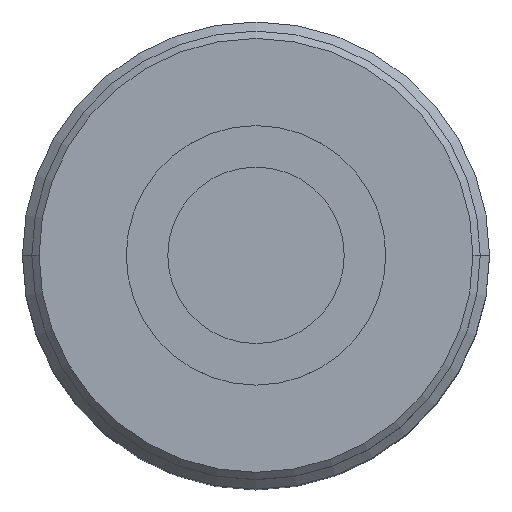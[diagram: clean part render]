
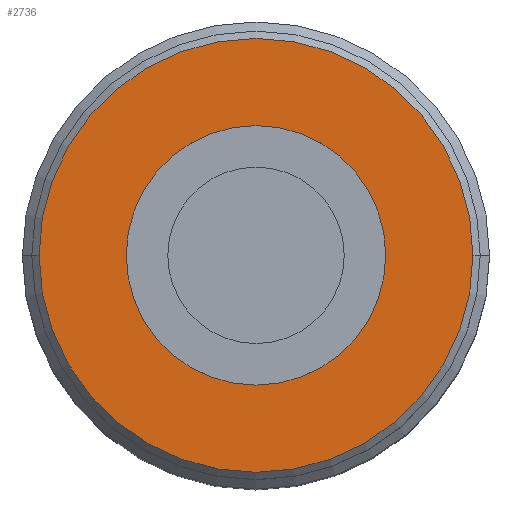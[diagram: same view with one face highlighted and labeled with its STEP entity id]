
A CAD part, top view. The second image highlights one B-rep face of the part: STEP entity #2736.
In plain terms, the highlighted planar face has unit normal (0, 0, 1).
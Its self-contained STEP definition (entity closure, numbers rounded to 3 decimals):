
#19 = CARTESIAN_POINT ( 'NONE',  ( 0., 0., 59.7 ) ) ;
#26 = DIRECTION ( 'NONE',  ( 0., 0., 1. ) ) ;
#27 = DIRECTION ( 'NONE',  ( 1., 0., 0. ) ) ;
#30 = PLANE ( 'NONE',  #1788 ) ;
#63 = CARTESIAN_POINT ( 'NONE',  ( 12.5, 0., 59.7 ) ) ;
#115 = CARTESIAN_POINT ( 'NONE',  ( 20.9, 0., 59.7 ) ) ;
#370 = FACE_OUTER_BOUND ( 'NONE', #3007, .T. ) ;
#389 = FACE_BOUND ( 'NONE', #2977, .T. ) ;
#605 = DIRECTION ( 'NONE',  ( 1., 0., 0. ) ) ;
#607 = DIRECTION ( 'NONE',  ( 0., 0., 1. ) ) ;
#610 = CARTESIAN_POINT ( 'NONE',  ( 0., 0., 59.7 ) ) ;
#874 = VERTEX_POINT ( 'NONE', #1073 ) ;
#890 = VERTEX_POINT ( 'NONE', #1231 ) ;
#933 = CIRCLE ( 'NONE', #1672, 12.5 ) ;
#1057 = CARTESIAN_POINT ( 'NONE',  ( 0., 0., 59.7 ) ) ;
#1073 = CARTESIAN_POINT ( 'NONE',  ( -12.5, 0., 59.7 ) ) ;
#1130 = DIRECTION ( 'NONE',  ( 1., 0., 0. ) ) ;
#1231 = CARTESIAN_POINT ( 'NONE',  ( -20.9, 0., 59.7 ) ) ;
#1236 = EDGE_CURVE ( 'NONE', #874, #2903, #1934, .T. ) ;
#1256 = DIRECTION ( 'NONE',  ( 0., 0., 1. ) ) ;
#1297 = EDGE_CURVE ( 'NONE', #890, #2950, #1979, .T. ) ;
#1305 = EDGE_CURVE ( 'NONE', #2950, #890, #1985, .T. ) ;
#1373 = EDGE_CURVE ( 'NONE', #2903, #874, #933, .T. ) ;
#1672 = AXIS2_PLACEMENT_3D ( 'NONE', #610, #607, #605 ) ;
#1724 = AXIS2_PLACEMENT_3D ( 'NONE', #2197, #2196, #2195 ) ;
#1727 = AXIS2_PLACEMENT_3D ( 'NONE', #2211, #2210, #2209 ) ;
#1788 = AXIS2_PLACEMENT_3D ( 'NONE', #19, #26, #27 ) ;
#1793 = AXIS2_PLACEMENT_3D ( 'NONE', #1057, #1256, #1130 ) ;
#1934 = CIRCLE ( 'NONE', #1793, 12.5 ) ;
#1979 = CIRCLE ( 'NONE', #1727, 20.9 ) ;
#1985 = CIRCLE ( 'NONE', #1724, 20.9 ) ;
#2195 = DIRECTION ( 'NONE',  ( 1., 0., 0. ) ) ;
#2196 = DIRECTION ( 'NONE',  ( 0., 0., -1. ) ) ;
#2197 = CARTESIAN_POINT ( 'NONE',  ( 0., 0., 59.7 ) ) ;
#2209 = DIRECTION ( 'NONE',  ( 1., 0., 0. ) ) ;
#2210 = DIRECTION ( 'NONE',  ( 0., 0., -1. ) ) ;
#2211 = CARTESIAN_POINT ( 'NONE',  ( 0., 0., 59.7 ) ) ;
#2600 = ORIENTED_EDGE ( 'NONE', *, *, #1236, .F. ) ;
#2601 = ORIENTED_EDGE ( 'NONE', *, *, #1373, .F. ) ;
#2602 = ORIENTED_EDGE ( 'NONE', *, *, #1305, .F. ) ;
#2603 = ORIENTED_EDGE ( 'NONE', *, *, #1297, .F. ) ;
#2736 = ADVANCED_FACE ( 'NONE', ( #370, #389 ), #30, .T. ) ;
#2903 = VERTEX_POINT ( 'NONE', #63 ) ;
#2950 = VERTEX_POINT ( 'NONE', #115 ) ;
#2977 = EDGE_LOOP ( 'NONE', ( #2601, #2600 ) ) ;
#3007 = EDGE_LOOP ( 'NONE', ( #2603, #2602 ) ) ;
